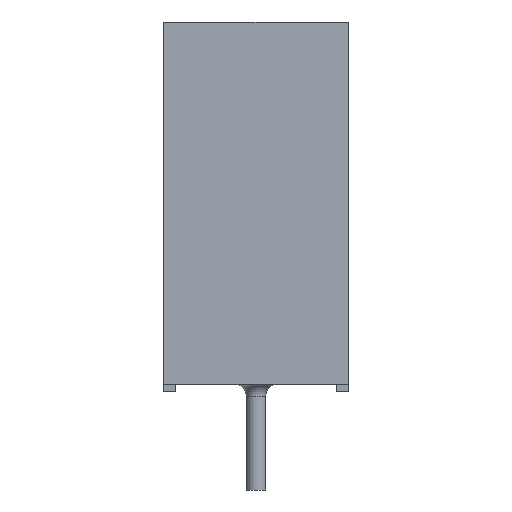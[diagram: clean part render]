
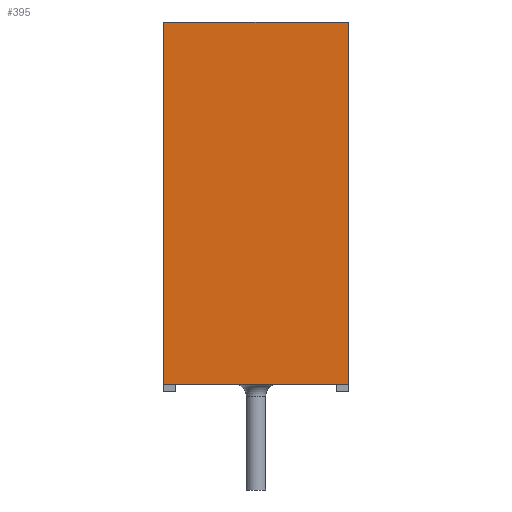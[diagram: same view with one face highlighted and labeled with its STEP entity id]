
A CAD part, left-side view. The second image highlights one B-rep face of the part: STEP entity #395.
In plain terms, the highlighted planar face has unit normal (-1, 0, 0).
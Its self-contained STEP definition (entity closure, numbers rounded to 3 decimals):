
#395 = ADVANCED_FACE( '', ( #949 ), #950, .F. );
#949 = FACE_OUTER_BOUND( '', #1697, .T. );
#950 = PLANE( '', #1698 );
#1697 = EDGE_LOOP( '', ( #3062, #3063, #3064, #3065 ) );
#1698 = AXIS2_PLACEMENT_3D( '', #3066, #3067, #3068 );
#3062 = ORIENTED_EDGE( '', *, *, #5323, .T. );
#3063 = ORIENTED_EDGE( '', *, *, #5324, .F. );
#3064 = ORIENTED_EDGE( '', *, *, #5229, .F. );
#3065 = ORIENTED_EDGE( '', *, *, #5325, .T. );
#3066 = CARTESIAN_POINT( '', ( -13., -3.75, 7.35 ) );
#3067 = DIRECTION( '', ( 1., 0., 0. ) );
#3068 = DIRECTION( '', ( 0., 0., -1. ) );
#5229 = EDGE_CURVE( '', #6228, #6229, #6230, .T. );
#5323 = EDGE_CURVE( '', #6375, #6376, #6377, .T. );
#5324 = EDGE_CURVE( '', #6229, #6376, #6378, .T. );
#5325 = EDGE_CURVE( '', #6228, #6375, #6379, .T. );
#6228 = VERTEX_POINT( '', #8215 );
#6229 = VERTEX_POINT( '', #8216 );
#6230 = LINE( '', #8217, #8218 );
#6375 = VERTEX_POINT( '', #8602 );
#6376 = VERTEX_POINT( '', #8603 );
#6377 = LINE( '', #8604, #8605 );
#6378 = LINE( '', #8606, #8607 );
#6379 = LINE( '', #8608, #8609 );
#8215 = CARTESIAN_POINT( '', ( -13., -3.75, 7.35 ) );
#8216 = CARTESIAN_POINT( '', ( -13., -3.75, -7.35 ) );
#8217 = CARTESIAN_POINT( '', ( -13., -3.75, 7.35 ) );
#8218 = VECTOR( '', #10286, 1000. );
#8602 = CARTESIAN_POINT( '', ( -13., 3.75, 7.35 ) );
#8603 = CARTESIAN_POINT( '', ( -13., 3.75, -7.35 ) );
#8604 = CARTESIAN_POINT( '', ( -13., 3.75, 7.35 ) );
#8605 = VECTOR( '', #10328, 1000. );
#8606 = CARTESIAN_POINT( '', ( -13., -3.75, -7.35 ) );
#8607 = VECTOR( '', #10329, 1000. );
#8608 = CARTESIAN_POINT( '', ( -13., -3.75, 7.35 ) );
#8609 = VECTOR( '', #10330, 1000. );
#10286 = DIRECTION( '', ( 0., 0., -1. ) );
#10328 = DIRECTION( '', ( 0., 0., -1. ) );
#10329 = DIRECTION( '', ( 0., 1., 0. ) );
#10330 = DIRECTION( '', ( 0., 1., 0. ) );
